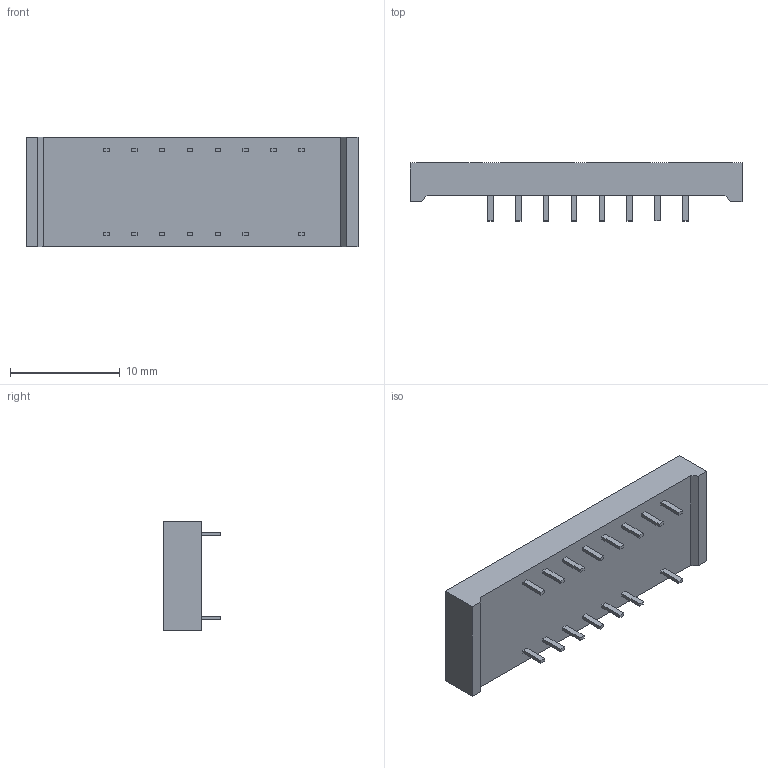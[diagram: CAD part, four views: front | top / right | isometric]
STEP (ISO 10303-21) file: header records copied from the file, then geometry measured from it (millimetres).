
FILE_DESCRIPTION (( 'STEP AP214' ), '1' );
FILE_NAME ('User Library-Lite-on LTC2723WC.STEP', '2013-07-05T10:23:17', ( 'Windows User' ), ( '' ), 'SwSTEP 2.0', 'SolidWorks 2013', '' );
FILE_SCHEMA (( 'AUTOMOTIVE_DESIGN' ));
Length unit declared in the file: inch
Products named in the file (1): User Library-Lite-on LTC2723WC
Bounding box: 30.26 x 5.28 x 10.01 mm (x, y, z)
Volume: 914.9 mm3; surface area: 932.2 mm2
Topology: 1 solids, 1 shells, 286 faces, 702 edges, 468 vertices
Faces by surface type: plane 272, cylinder 14
Entity records: 8314 total; most frequent: CARTESIAN_POINT 1457, ORIENTED_EDGE 1404, DIRECTION 1304, EDGE_CURVE 702, LINE 674, VECTOR 674, VERTEX_POINT 468, EDGE_LOOP 336
